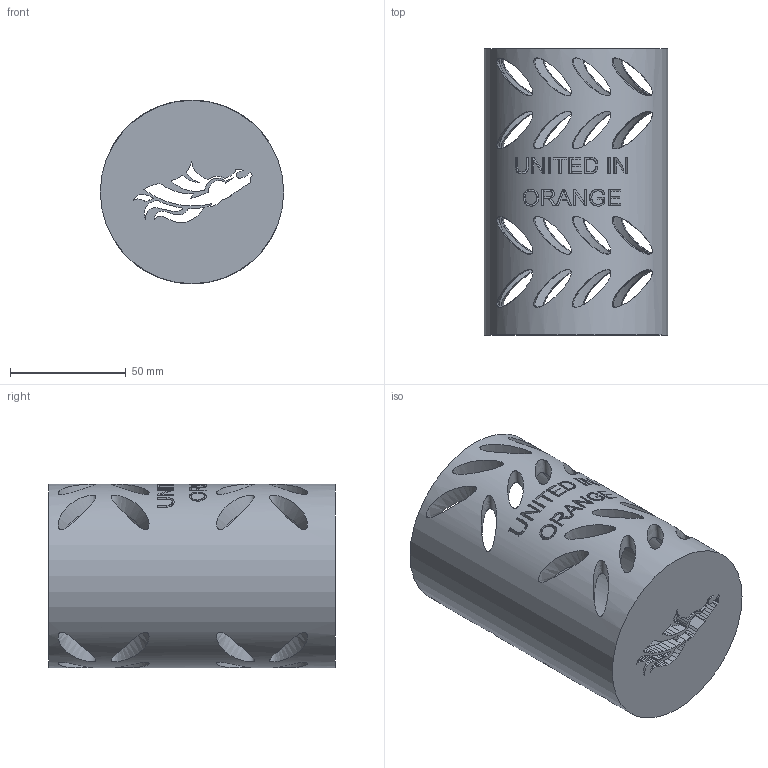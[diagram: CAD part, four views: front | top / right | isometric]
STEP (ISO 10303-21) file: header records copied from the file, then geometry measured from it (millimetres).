
FILE_DESCRIPTION(/* description */ (''),/* implementation_level */ '2;1');
FILE_NAME(/* name */ 'Broncos-Beer-Koozie-Can v1.step',/* time_stamp */ '2016-02-01T19:18:07-07:00',/* author */ (''),/* organization */ (''),/* preprocessor_version */ 'ST-DEVELOPER v16.2',/* originating_system */ 'Autodesk Translation Framework v4.3.0.3010',/* authorisation */ '');
FILE_SCHEMA (('AUTOMOTIVE_DESIGN { 1 0 10303 214 3 1 1 }'));
Length unit declared in the file: centimetre
Products named in the file (2): Broncos-Beer-Koozie-Can v1; Component1
Assembly tree (1 placements, depth 2):
  Broncos-Beer-Koozie-Can v1
    Component1
Bounding box: 79.38 x 123.83 x 79.38 mm (x, y, z)
Volume: 166749.9 mm3; surface area: 72569.6 mm2
Topology: 1 solids, 1 shells, 603 faces, 1876 edges, 1272 vertices
Faces by surface type: plane 483, bspline 118, cylinder 2
Full cylindrical faces by diameter (mm): 66.675 x1, 79.375 x1
Entity records: 26436 total; most frequent: CARTESIAN_POINT 10238, ORIENTED_EDGE 3748, DIRECTION 2688, EDGE_CURVE 1874, LINE 1356, VECTOR 1356, VERTEX_POINT 1272, EDGE_LOOP 748
